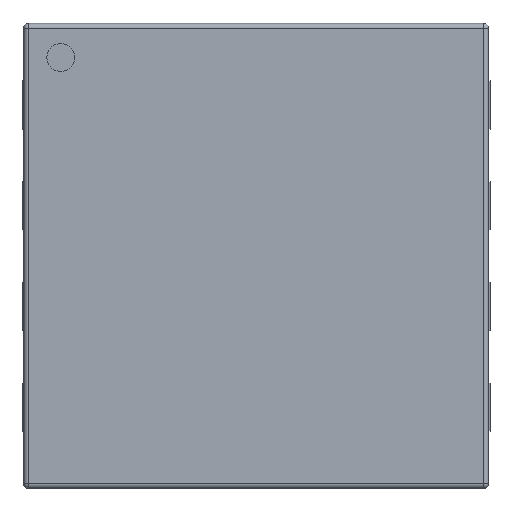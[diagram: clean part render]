
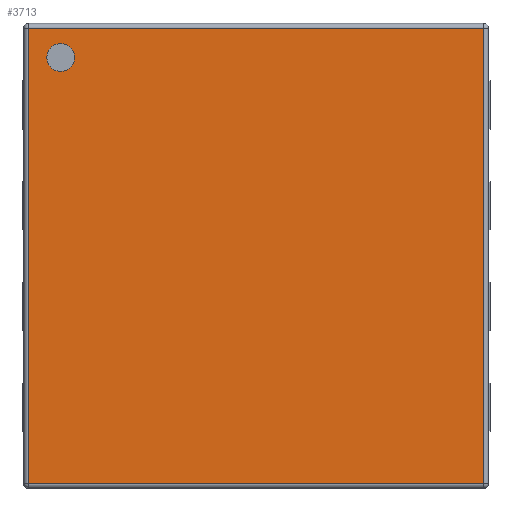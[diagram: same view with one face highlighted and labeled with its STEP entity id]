
A CAD part, top view. The second image highlights one B-rep face of the part: STEP entity #3713.
In plain terms, the highlighted planar face has unit normal (0, 0, 1).
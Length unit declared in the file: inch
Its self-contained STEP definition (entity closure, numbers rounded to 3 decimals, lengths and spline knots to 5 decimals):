
#3082 = CYLINDRICAL_SURFACE('',#3083,0.00118);
#3083 = AXIS2_PLACEMENT_3D('',#3084,#3085,#3086);
#3084 = CARTESIAN_POINT('',(-0.05906,0.05787,
    0.03228));
#3085 = DIRECTION('',(1.,0.,0.));
#3086 = DIRECTION('',(-0.,1.,0.));
#3319 = VERTEX_POINT('',#3320);
#3320 = CARTESIAN_POINT('',(-0.05787,0.05787,
    0.03346));
#3340 = EDGE_CURVE('',#3319,#3341,#3343,.T.);
#3341 = VERTEX_POINT('',#3342);
#3342 = CARTESIAN_POINT('',(0.05787,0.05787,
    0.03346));
#3343 = SURFACE_CURVE('',#3344,(#3348,#3355),.PCURVE_S1.);
#3344 = LINE('',#3345,#3346);
#3345 = CARTESIAN_POINT('',(-0.05906,0.05787,
    0.03346));
#3346 = VECTOR('',#3347,0.03937);
#3347 = DIRECTION('',(1.,0.,0.));
#3348 = PCURVE('',#3082,#3349);
#3349 = DEFINITIONAL_REPRESENTATION('',(#3350),#3354);
#3350 = LINE('',#3351,#3352);
#3351 = CARTESIAN_POINT('',(1.571,0.));
#3352 = VECTOR('',#3353,1.);
#3353 = DIRECTION('',(0.,1.));
#3354 = ( GEOMETRIC_REPRESENTATION_CONTEXT(2) 
PARAMETRIC_REPRESENTATION_CONTEXT() REPRESENTATION_CONTEXT('2D SPACE',''
  ) );
#3355 = PCURVE('',#3356,#3361);
#3356 = PLANE('',#3357);
#3357 = AXIS2_PLACEMENT_3D('',#3358,#3359,#3360);
#3358 = CARTESIAN_POINT('',(-0.05906,0.05906,
    0.03346));
#3359 = DIRECTION('',(0.,0.,1.));
#3360 = DIRECTION('',(1.,0.,0.));
#3361 = DEFINITIONAL_REPRESENTATION('',(#3362),#3366);
#3362 = LINE('',#3363,#3364);
#3363 = CARTESIAN_POINT('',(0.,-0.001));
#3364 = VECTOR('',#3365,1.);
#3365 = DIRECTION('',(1.,0.));
#3366 = ( GEOMETRIC_REPRESENTATION_CONTEXT(2) 
PARAMETRIC_REPRESENTATION_CONTEXT() REPRESENTATION_CONTEXT('2D SPACE',''
  ) );
#3520 = CYLINDRICAL_SURFACE('',#3521,0.00118);
#3521 = AXIS2_PLACEMENT_3D('',#3522,#3523,#3524);
#3522 = CARTESIAN_POINT('',(-0.05787,-0.05906,
    0.03228));
#3523 = DIRECTION('',(0.,1.,0.));
#3524 = DIRECTION('',(-1.,0.,0.));
#3713 = ADVANCED_FACE('',(#3714,#3794),#3356,.T.);
#3714 = FACE_BOUND('',#3715,.T.);
#3715 = EDGE_LOOP('',(#3716,#3717,#3740,#3768));
#3716 = ORIENTED_EDGE('',*,*,#3340,.F.);
#3717 = ORIENTED_EDGE('',*,*,#3718,.F.);
#3718 = EDGE_CURVE('',#3719,#3319,#3721,.T.);
#3719 = VERTEX_POINT('',#3720);
#3720 = CARTESIAN_POINT('',(-0.05787,-0.05787,
    0.03346));
#3721 = SURFACE_CURVE('',#3722,(#3726,#3733),.PCURVE_S1.);
#3722 = LINE('',#3723,#3724);
#3723 = CARTESIAN_POINT('',(-0.05787,-0.05906,
    0.03346));
#3724 = VECTOR('',#3725,0.03937);
#3725 = DIRECTION('',(0.,1.,0.));
#3726 = PCURVE('',#3356,#3727);
#3727 = DEFINITIONAL_REPRESENTATION('',(#3728),#3732);
#3728 = LINE('',#3729,#3730);
#3729 = CARTESIAN_POINT('',(0.001,-0.118));
#3730 = VECTOR('',#3731,1.);
#3731 = DIRECTION('',(0.,1.));
#3732 = ( GEOMETRIC_REPRESENTATION_CONTEXT(2) 
PARAMETRIC_REPRESENTATION_CONTEXT() REPRESENTATION_CONTEXT('2D SPACE',''
  ) );
#3733 = PCURVE('',#3520,#3734);
#3734 = DEFINITIONAL_REPRESENTATION('',(#3735),#3739);
#3735 = LINE('',#3736,#3737);
#3736 = CARTESIAN_POINT('',(1.571,0.));
#3737 = VECTOR('',#3738,1.);
#3738 = DIRECTION('',(0.,1.));
#3739 = ( GEOMETRIC_REPRESENTATION_CONTEXT(2) 
PARAMETRIC_REPRESENTATION_CONTEXT() REPRESENTATION_CONTEXT('2D SPACE',''
  ) );
#3740 = ORIENTED_EDGE('',*,*,#3741,.F.);
#3741 = EDGE_CURVE('',#3742,#3719,#3744,.T.);
#3742 = VERTEX_POINT('',#3743);
#3743 = CARTESIAN_POINT('',(0.05787,-0.05787,
    0.03346));
#3744 = SURFACE_CURVE('',#3745,(#3749,#3756),.PCURVE_S1.);
#3745 = LINE('',#3746,#3747);
#3746 = CARTESIAN_POINT('',(0.05906,-0.05787,
    0.03346));
#3747 = VECTOR('',#3748,0.03937);
#3748 = DIRECTION('',(-1.,0.,0.));
#3749 = PCURVE('',#3356,#3750);
#3750 = DEFINITIONAL_REPRESENTATION('',(#3751),#3755);
#3751 = LINE('',#3752,#3753);
#3752 = CARTESIAN_POINT('',(0.118,-0.117));
#3753 = VECTOR('',#3754,1.);
#3754 = DIRECTION('',(-1.,0.));
#3755 = ( GEOMETRIC_REPRESENTATION_CONTEXT(2) 
PARAMETRIC_REPRESENTATION_CONTEXT() REPRESENTATION_CONTEXT('2D SPACE',''
  ) );
#3756 = PCURVE('',#3757,#3762);
#3757 = CYLINDRICAL_SURFACE('',#3758,0.00118);
#3758 = AXIS2_PLACEMENT_3D('',#3759,#3760,#3761);
#3759 = CARTESIAN_POINT('',(0.05906,-0.05787,
    0.03228));
#3760 = DIRECTION('',(-1.,0.,0.));
#3761 = DIRECTION('',(0.,0.,1.));
#3762 = DEFINITIONAL_REPRESENTATION('',(#3763),#3767);
#3763 = LINE('',#3764,#3765);
#3764 = CARTESIAN_POINT('',(-0.,0.));
#3765 = VECTOR('',#3766,1.);
#3766 = DIRECTION('',(-0.,1.));
#3767 = ( GEOMETRIC_REPRESENTATION_CONTEXT(2) 
PARAMETRIC_REPRESENTATION_CONTEXT() REPRESENTATION_CONTEXT('2D SPACE',''
  ) );
#3768 = ORIENTED_EDGE('',*,*,#3769,.F.);
#3769 = EDGE_CURVE('',#3341,#3742,#3770,.T.);
#3770 = SURFACE_CURVE('',#3771,(#3775,#3782),.PCURVE_S1.);
#3771 = LINE('',#3772,#3773);
#3772 = CARTESIAN_POINT('',(0.05787,0.05906,
    0.03346));
#3773 = VECTOR('',#3774,0.03937);
#3774 = DIRECTION('',(0.,-1.,0.));
#3775 = PCURVE('',#3356,#3776);
#3776 = DEFINITIONAL_REPRESENTATION('',(#3777),#3781);
#3777 = LINE('',#3778,#3779);
#3778 = CARTESIAN_POINT('',(0.117,0.));
#3779 = VECTOR('',#3780,1.);
#3780 = DIRECTION('',(0.,-1.));
#3781 = ( GEOMETRIC_REPRESENTATION_CONTEXT(2) 
PARAMETRIC_REPRESENTATION_CONTEXT() REPRESENTATION_CONTEXT('2D SPACE',''
  ) );
#3782 = PCURVE('',#3783,#3788);
#3783 = CYLINDRICAL_SURFACE('',#3784,0.00118);
#3784 = AXIS2_PLACEMENT_3D('',#3785,#3786,#3787);
#3785 = CARTESIAN_POINT('',(0.05787,0.05906,
    0.03228));
#3786 = DIRECTION('',(0.,-1.,0.));
#3787 = DIRECTION('',(1.,0.,0.));
#3788 = DEFINITIONAL_REPRESENTATION('',(#3789),#3793);
#3789 = LINE('',#3790,#3791);
#3790 = CARTESIAN_POINT('',(1.571,0.));
#3791 = VECTOR('',#3792,1.);
#3792 = DIRECTION('',(0.,1.));
#3793 = ( GEOMETRIC_REPRESENTATION_CONTEXT(2) 
PARAMETRIC_REPRESENTATION_CONTEXT() REPRESENTATION_CONTEXT('2D SPACE',''
  ) );
#3794 = FACE_BOUND('',#3795,.T.);
#3795 = EDGE_LOOP('',(#3796));
#3796 = ORIENTED_EDGE('',*,*,#3797,.F.);
#3797 = EDGE_CURVE('',#3798,#3798,#3800,.T.);
#3798 = VERTEX_POINT('',#3799);
#3799 = CARTESIAN_POINT('',(-0.04606,0.05039,
    0.03346));
#3800 = SURFACE_CURVE('',#3801,(#3806,#3813),.PCURVE_S1.);
#3801 = CIRCLE('',#3802,0.00354);
#3802 = AXIS2_PLACEMENT_3D('',#3803,#3804,#3805);
#3803 = CARTESIAN_POINT('',(-0.04961,0.05039,
    0.03346));
#3804 = DIRECTION('',(0.,0.,1.));
#3805 = DIRECTION('',(1.,0.,0.));
#3806 = PCURVE('',#3356,#3807);
#3807 = DEFINITIONAL_REPRESENTATION('',(#3808),#3812);
#3808 = CIRCLE('',#3809,0.00354);
#3809 = AXIS2_PLACEMENT_2D('',#3810,#3811);
#3810 = CARTESIAN_POINT('',(0.009,-0.009));
#3811 = DIRECTION('',(1.,0.));
#3812 = ( GEOMETRIC_REPRESENTATION_CONTEXT(2) 
PARAMETRIC_REPRESENTATION_CONTEXT() REPRESENTATION_CONTEXT('2D SPACE',''
  ) );
#3813 = PCURVE('',#3814,#3819);
#3814 = CYLINDRICAL_SURFACE('',#3815,0.00354);
#3815 = AXIS2_PLACEMENT_3D('',#3816,#3817,#3818);
#3816 = CARTESIAN_POINT('',(-0.04961,0.05039,
    0.03346));
#3817 = DIRECTION('',(0.,0.,1.));
#3818 = DIRECTION('',(1.,0.,0.));
#3819 = DEFINITIONAL_REPRESENTATION('',(#3820),#3824);
#3820 = LINE('',#3821,#3822);
#3821 = CARTESIAN_POINT('',(0.,0.));
#3822 = VECTOR('',#3823,1.);
#3823 = DIRECTION('',(1.,0.));
#3824 = ( GEOMETRIC_REPRESENTATION_CONTEXT(2) 
PARAMETRIC_REPRESENTATION_CONTEXT() REPRESENTATION_CONTEXT('2D SPACE',''
  ) );
